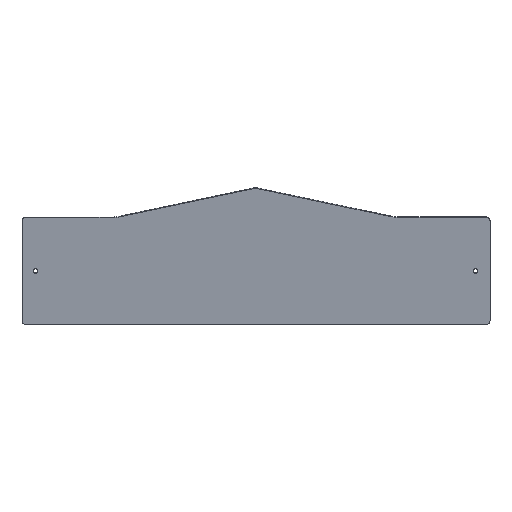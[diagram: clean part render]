
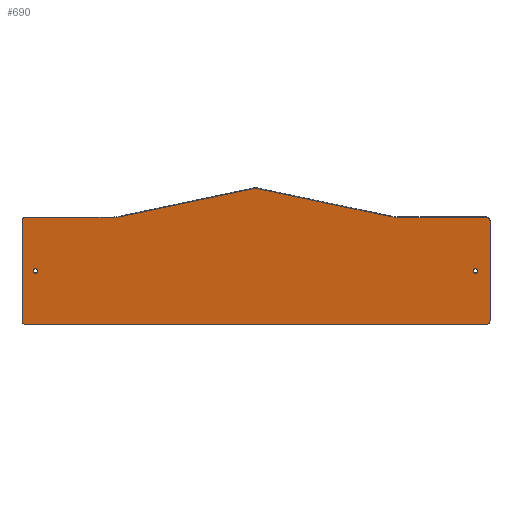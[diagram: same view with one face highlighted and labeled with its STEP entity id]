
A CAD part, front view. The second image highlights one B-rep face of the part: STEP entity #690.
In plain terms, the highlighted face is planar.
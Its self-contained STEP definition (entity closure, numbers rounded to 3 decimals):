
#38=FACE_BOUND('',#81,.T.);
#39=FACE_BOUND('',#82,.T.);
#43=FACE_OUTER_BOUND('',#80,.T.);
#80=EDGE_LOOP('',(#464,#465,#466,#467,#468,#469,#470,#471,#472,#473,#474,
#475,#476,#477));
#81=EDGE_LOOP('',(#478));
#82=EDGE_LOOP('',(#479));
#122=LINE('',#1051,#186);
#123=LINE('',#1055,#187);
#124=LINE('',#1059,#188);
#125=LINE('',#1063,#189);
#126=LINE('',#1067,#190);
#127=LINE('',#1071,#191);
#128=LINE('',#1074,#192);
#186=VECTOR('',#828,10.);
#187=VECTOR('',#831,10.);
#188=VECTOR('',#834,10.);
#189=VECTOR('',#837,10.);
#190=VECTOR('',#840,10.);
#191=VECTOR('',#843,10.);
#192=VECTOR('',#846,10.);
#250=CIRCLE('',#743,2.286);
#251=CIRCLE('',#744,2.286);
#252=CIRCLE('',#745,2.286);
#253=CIRCLE('',#746,2.286);
#254=CIRCLE('',#747,17.954);
#255=CIRCLE('',#748,2.286);
#256=CIRCLE('',#749,17.954);
#257=CIRCLE('',#750,1.5);
#258=CIRCLE('',#751,1.5);
#290=VERTEX_POINT('',#1047);
#291=VERTEX_POINT('',#1048);
#292=VERTEX_POINT('',#1050);
#293=VERTEX_POINT('',#1052);
#294=VERTEX_POINT('',#1054);
#295=VERTEX_POINT('',#1056);
#296=VERTEX_POINT('',#1058);
#297=VERTEX_POINT('',#1060);
#298=VERTEX_POINT('',#1062);
#299=VERTEX_POINT('',#1064);
#300=VERTEX_POINT('',#1066);
#301=VERTEX_POINT('',#1068);
#302=VERTEX_POINT('',#1070);
#303=VERTEX_POINT('',#1072);
#304=VERTEX_POINT('',#1075);
#305=VERTEX_POINT('',#1077);
#360=EDGE_CURVE('',#290,#291,#250,.T.);
#361=EDGE_CURVE('',#292,#290,#122,.T.);
#362=EDGE_CURVE('',#293,#292,#251,.T.);
#363=EDGE_CURVE('',#294,#293,#123,.T.);
#364=EDGE_CURVE('',#295,#294,#252,.T.);
#365=EDGE_CURVE('',#296,#295,#124,.T.);
#366=EDGE_CURVE('',#297,#296,#253,.T.);
#367=EDGE_CURVE('',#298,#297,#125,.T.);
#368=EDGE_CURVE('',#299,#298,#254,.T.);
#369=EDGE_CURVE('',#300,#299,#126,.T.);
#370=EDGE_CURVE('',#301,#300,#255,.T.);
#371=EDGE_CURVE('',#302,#301,#127,.T.);
#372=EDGE_CURVE('',#303,#302,#256,.T.);
#373=EDGE_CURVE('',#291,#303,#128,.T.);
#374=EDGE_CURVE('',#304,#304,#257,.T.);
#375=EDGE_CURVE('',#305,#305,#258,.T.);
#464=ORIENTED_EDGE('',*,*,#360,.F.);
#465=ORIENTED_EDGE('',*,*,#361,.F.);
#466=ORIENTED_EDGE('',*,*,#362,.F.);
#467=ORIENTED_EDGE('',*,*,#363,.F.);
#468=ORIENTED_EDGE('',*,*,#364,.F.);
#469=ORIENTED_EDGE('',*,*,#365,.F.);
#470=ORIENTED_EDGE('',*,*,#366,.F.);
#471=ORIENTED_EDGE('',*,*,#367,.F.);
#472=ORIENTED_EDGE('',*,*,#368,.F.);
#473=ORIENTED_EDGE('',*,*,#369,.F.);
#474=ORIENTED_EDGE('',*,*,#370,.F.);
#475=ORIENTED_EDGE('',*,*,#371,.F.);
#476=ORIENTED_EDGE('',*,*,#372,.F.);
#477=ORIENTED_EDGE('',*,*,#373,.F.);
#478=ORIENTED_EDGE('',*,*,#374,.T.);
#479=ORIENTED_EDGE('',*,*,#375,.T.);
#672=PLANE('',#742);
#690=ADVANCED_FACE('',(#43,#38,#39),#672,.T.);
#742=AXIS2_PLACEMENT_3D('',#1046,#824,#825);
#743=AXIS2_PLACEMENT_3D('',#1049,#826,#827);
#744=AXIS2_PLACEMENT_3D('',#1053,#829,#830);
#745=AXIS2_PLACEMENT_3D('',#1057,#832,#833);
#746=AXIS2_PLACEMENT_3D('',#1061,#835,#836);
#747=AXIS2_PLACEMENT_3D('',#1065,#838,#839);
#748=AXIS2_PLACEMENT_3D('',#1069,#841,#842);
#749=AXIS2_PLACEMENT_3D('',#1073,#844,#845);
#750=AXIS2_PLACEMENT_3D('',#1076,#847,#848);
#751=AXIS2_PLACEMENT_3D('',#1078,#849,#850);
#824=DIRECTION('center_axis',(0.,0.,-1.));
#825=DIRECTION('ref_axis',(1.,0.,0.));
#826=DIRECTION('center_axis',(0.,0.,1.));
#827=DIRECTION('ref_axis',(0.,-1.,0.));
#828=DIRECTION('',(0.,-1.,0.));
#829=DIRECTION('center_axis',(0.,0.,
1.));
#830=DIRECTION('ref_axis',(-1.,0.,0.));
#831=DIRECTION('',(-1.,0.,0.));
#832=DIRECTION('center_axis',(0.,0.,1.));
#833=DIRECTION('ref_axis',(0.,1.,0.));
#834=DIRECTION('',(0.,1.,0.));
#835=DIRECTION('center_axis',(0.,0.,
1.));
#836=DIRECTION('ref_axis',(1.,0.,0.));
#837=DIRECTION('',(1.,0.,0.));
#838=DIRECTION('center_axis',(0.,0.,-1.));
#839=DIRECTION('ref_axis',(0.,1.,0.));
#840=DIRECTION('',(0.978,0.208,0.));
#841=DIRECTION('center_axis',(0.,0.,1.));
#842=DIRECTION('ref_axis',(0.208,-0.978,0.));
#843=DIRECTION('',(0.978,-0.208,0.));
#844=DIRECTION('center_axis',(0.,0.,
-1.));
#845=DIRECTION('ref_axis',(0.208,0.978,0.));
#846=DIRECTION('',(1.,0.,0.));
#847=DIRECTION('center_axis',(0.,0.,1.));
#848=DIRECTION('ref_axis',(-1.,0.,0.));
#849=DIRECTION('center_axis',(0.,0.,
1.));
#850=DIRECTION('ref_axis',(1.,0.,0.));
#1046=CARTESIAN_POINT('Origin',(-0.214,-1.996,-8.842));
#1047=CARTESIAN_POINT('',(3.174,-72.88,-8.842));
#1048=CARTESIAN_POINT('',(5.46,-75.166,-8.842));
#1049=CARTESIAN_POINT('Origin',(5.46,-72.88,-8.842));
#1050=CARTESIAN_POINT('',(3.174,-5.46,-8.842));
#1051=CARTESIAN_POINT('',(3.174,-5.46,-8.842));
#1052=CARTESIAN_POINT('',(5.46,-3.174,-8.842));
#1053=CARTESIAN_POINT('Origin',(5.46,-5.46,-8.842));
#1054=CARTESIAN_POINT('',(313.779,-3.174,-8.842));
#1055=CARTESIAN_POINT('',(313.779,-3.174,-8.842));
#1056=CARTESIAN_POINT('',(316.065,-5.46,-8.842));
#1057=CARTESIAN_POINT('Origin',(313.779,-5.46,-8.842));
#1058=CARTESIAN_POINT('',(316.065,-72.928,-8.842));
#1059=CARTESIAN_POINT('',(316.065,-72.928,-8.842));
#1060=CARTESIAN_POINT('',(313.779,-75.214,-8.842));
#1061=CARTESIAN_POINT('Origin',(313.779,-72.928,-8.842));
#1062=CARTESIAN_POINT('',(254.429,-75.214,-8.842));
#1063=CARTESIAN_POINT('',(254.429,-75.214,-8.842));
#1064=CARTESIAN_POINT('',(250.696,-75.606,-8.842));
#1065=CARTESIAN_POINT('Origin',(254.429,-93.168,-8.842));
#1066=CARTESIAN_POINT('',(159.845,-94.917,-8.842));
#1067=CARTESIAN_POINT('',(159.845,-94.917,-8.842));
#1068=CARTESIAN_POINT('',(158.895,-94.917,-8.842));
#1069=CARTESIAN_POINT('Origin',(159.37,-92.681,-8.842));
#1070=CARTESIAN_POINT('',(67.818,-75.558,-8.842));
#1071=CARTESIAN_POINT('',(67.818,-75.558,-8.842));
#1072=CARTESIAN_POINT('',(64.085,-75.166,-8.842));
#1073=CARTESIAN_POINT('Origin',(64.085,-93.12,-8.842));
#1074=CARTESIAN_POINT('',(5.46,-75.166,-8.842));
#1075=CARTESIAN_POINT('',(10.774,-39.17,-8.842));
#1076=CARTESIAN_POINT('Origin',(12.274,-39.17,-8.842));
#1077=CARTESIAN_POINT('',(307.966,-39.17,-8.842));
#1078=CARTESIAN_POINT('Origin',(306.466,-39.17,-8.842));
